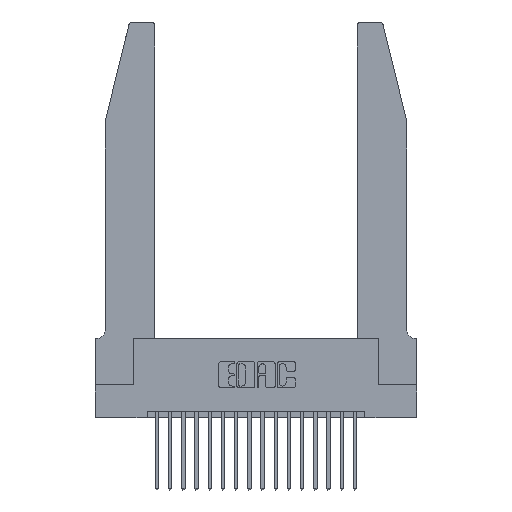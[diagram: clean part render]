
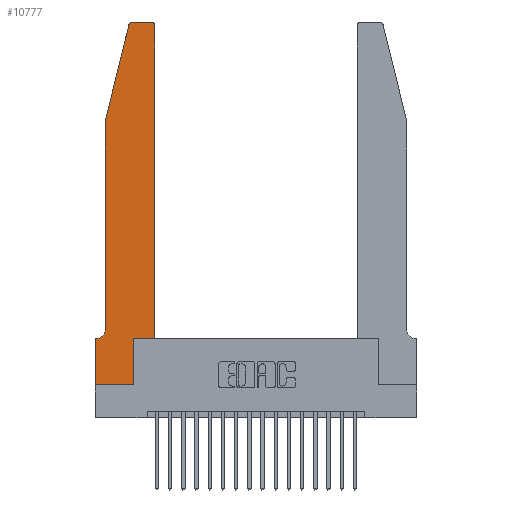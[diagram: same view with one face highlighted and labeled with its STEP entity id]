
A CAD part, top view. The second image highlights one B-rep face of the part: STEP entity #10777.
In plain terms, the highlighted planar face has unit normal (0, 0, 1).
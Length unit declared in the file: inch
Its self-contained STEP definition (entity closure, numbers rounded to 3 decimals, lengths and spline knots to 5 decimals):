
#930 = DIRECTION ( 'NONE',  ( 0., -1., 0. ) ) ;
#1097 = VECTOR ( 'NONE', #930, 39.37008 ) ;
#1134 = LINE ( 'NONE', #11128, #5460 ) ;
#1346 = ORIENTED_EDGE ( 'NONE', *, *, #2898, .T. ) ;
#1446 = VECTOR ( 'NONE', #8517, 39.37008 ) ;
#1859 = CARTESIAN_POINT ( 'NONE',  ( 0.2865, 0., 0.37 ) ) ;
#1863 = ORIENTED_EDGE ( 'NONE', *, *, #15320, .T. ) ;
#2450 = CARTESIAN_POINT ( 'NONE',  ( 0.4505, 0.35, 0.37 ) ) ;
#2886 = LINE ( 'NONE', #2450, #10236 ) ;
#2898 = EDGE_CURVE ( 'NONE', #12436, #19895, #16632, .T. ) ;
#2970 = VECTOR ( 'NONE', #12109, 39.37008 ) ;
#3183 = ORIENTED_EDGE ( 'NONE', *, *, #4915, .T. ) ;
#3224 = VECTOR ( 'NONE', #3561, 39.37008 ) ;
#3285 = ORIENTED_EDGE ( 'NONE', *, *, #16577, .T. ) ;
#3343 = CARTESIAN_POINT ( 'NONE',  ( 0.0055, 0.35, 0.37 ) ) ;
#3487 = DIRECTION ( 'NONE',  ( -0.239, -0.971, 0. ) ) ;
#3561 = DIRECTION ( 'NONE',  ( -1., 0., 0. ) ) ;
#3976 = ORIENTED_EDGE ( 'NONE', *, *, #14629, .T. ) ;
#4021 = EDGE_CURVE ( 'NONE', #9442, #12384, #4261, .T. ) ;
#4104 = ORIENTED_EDGE ( 'NONE', *, *, #4021, .T. ) ;
#4261 = LINE ( 'NONE', #6784, #3224 ) ;
#4416 = AXIS2_PLACEMENT_3D ( 'NONE', #6916, #16645, #11896 ) ;
#4487 = DIRECTION ( 'NONE',  ( 0., -1., 0. ) ) ;
#4759 = CARTESIAN_POINT ( 'NONE',  ( 0.284, 2.72, 0.37 ) ) ;
#4911 = FACE_OUTER_BOUND ( 'NONE', #10153, .T. ) ;
#4915 = EDGE_CURVE ( 'NONE', #9254, #15332, #16285, .T. ) ;
#4945 = VECTOR ( 'NONE', #9109, 39.37008 ) ;
#5149 = DIRECTION ( 'NONE',  ( 0., 0., 1. ) ) ;
#5217 = CARTESIAN_POINT ( 'NONE',  ( 0., 0.35, 0.37 ) ) ;
#5460 = VECTOR ( 'NONE', #4487, 39.37008 ) ;
#5477 = ORIENTED_EDGE ( 'NONE', *, *, #8202, .T. ) ;
#5667 = AXIS2_PLACEMENT_3D ( 'NONE', #14803, #5149, #17997 ) ;
#5675 = CARTESIAN_POINT ( 'NONE',  ( 0.0755, 2., 0.37 ) ) ;
#6231 = ORIENTED_EDGE ( 'NONE', *, *, #13390, .T. ) ;
#6784 = CARTESIAN_POINT ( 'NONE',  ( 0.0755, 0.35, 0.37 ) ) ;
#6916 = CARTESIAN_POINT ( 'NONE',  ( 0.0055, 0.42, 0.37 ) ) ;
#6942 = DIRECTION ( 'NONE',  ( 1., 0., 0. ) ) ;
#7099 = VERTEX_POINT ( 'NONE', #8240 ) ;
#7218 = DIRECTION ( 'NONE',  ( 0., 0., 1. ) ) ;
#7352 = VERTEX_POINT ( 'NONE', #13783 ) ;
#7692 = VERTEX_POINT ( 'NONE', #19071 ) ;
#7796 = CIRCLE ( 'NONE', #5667, 0.03 ) ;
#8098 = CARTESIAN_POINT ( 'NONE',  ( 0.2865, 0.35, 0.37 ) ) ;
#8107 = ORIENTED_EDGE ( 'NONE', *, *, #14921, .T. ) ;
#8202 = EDGE_CURVE ( 'NONE', #7692, #9254, #7796, .T. ) ;
#8240 = CARTESIAN_POINT ( 'NONE',  ( 0., 0., 0.37 ) ) ;
#8517 = DIRECTION ( 'NONE',  ( 0., 1., 0. ) ) ;
#8583 = AXIS2_PLACEMENT_3D ( 'NONE', #5217, #7218, #6942 ) ;
#9109 = DIRECTION ( 'NONE',  ( 1., 0., 0. ) ) ;
#9254 = VERTEX_POINT ( 'NONE', #11581 ) ;
#9442 = VERTEX_POINT ( 'NONE', #3343 ) ;
#9649 = EDGE_CURVE ( 'NONE', #7352, #9442, #20311, .T. ) ;
#9686 = LINE ( 'NONE', #5675, #1097 ) ;
#10153 = EDGE_LOOP ( 'NONE', ( #3183, #3976, #1346, #3285, #14941, #4104, #8107, #6231, #18421, #1863, #20598, #5477 ) ) ;
#10184 = VERTEX_POINT ( 'NONE', #8098 ) ;
#10236 = VECTOR ( 'NONE', #20246, 39.37008 ) ;
#10583 = LINE ( 'NONE', #18685, #2970 ) ;
#10777 = ADVANCED_FACE ( 'NONE', ( #4911 ), #13269, .T. ) ;
#11128 = CARTESIAN_POINT ( 'NONE',  ( 0., 0., 0.37 ) ) ;
#11581 = CARTESIAN_POINT ( 'NONE',  ( 0.4205, 2.75, 0.37 ) ) ;
#11842 = CARTESIAN_POINT ( 'NONE',  ( 0.0755, 2., 0.37 ) ) ;
#11896 = DIRECTION ( 'NONE',  ( -1., 0., 0. ) ) ;
#12109 = DIRECTION ( 'NONE',  ( 0., 1., 0. ) ) ;
#12384 = VERTEX_POINT ( 'NONE', #20418 ) ;
#12436 = VERTEX_POINT ( 'NONE', #19959 ) ;
#12515 = LINE ( 'NONE', #18631, #4945 ) ;
#12597 = DIRECTION ( 'NONE',  ( 1., 0., 0. ) ) ;
#13222 = CARTESIAN_POINT ( 'NONE',  ( 0.2865, 0.35, 0.37 ) ) ;
#13269 = PLANE ( 'NONE',  #8583 ) ;
#13390 = EDGE_CURVE ( 'NONE', #7099, #17338, #12515, .T. ) ;
#13781 = CARTESIAN_POINT ( 'NONE',  ( 0.0755, 2., 0.37 ) ) ;
#13783 = CARTESIAN_POINT ( 'NONE',  ( 0.0755, 0.42, 0.37 ) ) ;
#13845 = CARTESIAN_POINT ( 'NONE',  ( 0.4505, 0.35, 0.37 ) ) ;
#14371 = DIRECTION ( 'NONE',  ( 0., 0., 1. ) ) ;
#14629 = EDGE_CURVE ( 'NONE', #15332, #12436, #19511, .T. ) ;
#14803 = CARTESIAN_POINT ( 'NONE',  ( 0.4205, 2.72, 0.37 ) ) ;
#14921 = EDGE_CURVE ( 'NONE', #12384, #7099, #1134, .T. ) ;
#14941 = ORIENTED_EDGE ( 'NONE', *, *, #9649, .T. ) ;
#15320 = EDGE_CURVE ( 'NONE', #10184, #16605, #2886, .T. ) ;
#15332 = VERTEX_POINT ( 'NONE', #18551 ) ;
#16217 = AXIS2_PLACEMENT_3D ( 'NONE', #4759, #14371, #12597 ) ;
#16285 = LINE ( 'NONE', #19466, #16801 ) ;
#16577 = EDGE_CURVE ( 'NONE', #19895, #7352, #9686, .T. ) ;
#16605 = VERTEX_POINT ( 'NONE', #13845 ) ;
#16632 = LINE ( 'NONE', #11842, #20406 ) ;
#16645 = DIRECTION ( 'NONE',  ( 0., 0., -1. ) ) ;
#16801 = VECTOR ( 'NONE', #19535, 39.37008 ) ;
#17338 = VERTEX_POINT ( 'NONE', #1859 ) ;
#17997 = DIRECTION ( 'NONE',  ( 1., 0., 0. ) ) ;
#18056 = LINE ( 'NONE', #13222, #1446 ) ;
#18421 = ORIENTED_EDGE ( 'NONE', *, *, #19855, .T. ) ;
#18551 = CARTESIAN_POINT ( 'NONE',  ( 0.284, 2.75, 0.37 ) ) ;
#18631 = CARTESIAN_POINT ( 'NONE',  ( 0., 0., 0.37 ) ) ;
#18685 = CARTESIAN_POINT ( 'NONE',  ( 0.4505, 0.35, 0.37 ) ) ;
#19071 = CARTESIAN_POINT ( 'NONE',  ( 0.4505, 2.72, 0.37 ) ) ;
#19368 = EDGE_CURVE ( 'NONE', #16605, #7692, #10583, .T. ) ;
#19466 = CARTESIAN_POINT ( 'NONE',  ( 0.2605, 2.75, 0.37 ) ) ;
#19511 = CIRCLE ( 'NONE', #16217, 0.03 ) ;
#19535 = DIRECTION ( 'NONE',  ( -1., 0., 0. ) ) ;
#19855 = EDGE_CURVE ( 'NONE', #17338, #10184, #18056, .T. ) ;
#19895 = VERTEX_POINT ( 'NONE', #13781 ) ;
#19959 = CARTESIAN_POINT ( 'NONE',  ( 0.25487, 2.72718, 0.37 ) ) ;
#20246 = DIRECTION ( 'NONE',  ( 1., 0., 0. ) ) ;
#20311 = CIRCLE ( 'NONE', #4416, 0.07 ) ;
#20406 = VECTOR ( 'NONE', #3487, 39.37008 ) ;
#20418 = CARTESIAN_POINT ( 'NONE',  ( 0., 0.35, 0.37 ) ) ;
#20598 = ORIENTED_EDGE ( 'NONE', *, *, #19368, .T. ) ;
